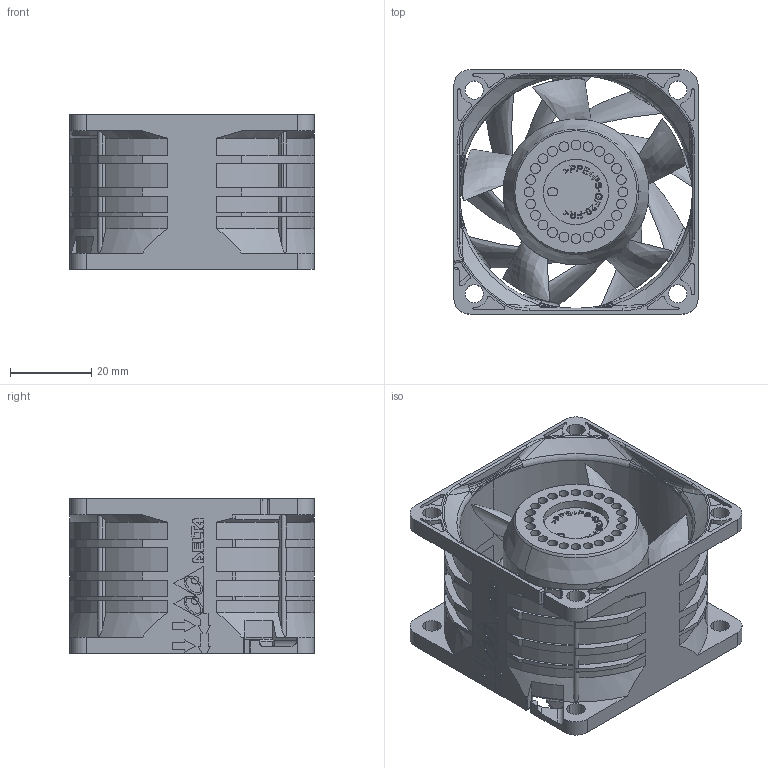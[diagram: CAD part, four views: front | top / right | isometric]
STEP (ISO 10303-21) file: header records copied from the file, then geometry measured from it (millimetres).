
FILE_DESCRIPTION((''),'2;1');
FILE_NAME('F','2013-08-08T',('DINGGUO.XU'),(''),'PRO/ENGINEER BY PARAMETRIC TECHNOLOGY CORPORATION, 2012480','PRO/ENGINEER BY PARAMETRIC TECHNOLOGY CORPORATION, 2012480','');
FILE_SCHEMA(('CONFIG_CONTROL_DESIGN'));
Length unit declared in the file: millimetre
Products named in the file (1): F
Bounding box: 60.2 x 60 x 38 mm (x, y, z)
Volume: 22476.4 mm3; surface area: 31314.4 mm2
Topology: 1 solids, 2 shells, 1558 faces, 4364 edges, 2898 vertices
Faces by surface type: plane 713, cylinder 355, extrusion 225, bspline 217, cone 35, torus 13
Entity records: 73944 total; most frequent: CARTESIAN_POINT 36000, ORIENTED_EDGE 8686, DIRECTION 6461, EDGE_CURVE 4343, VERTEX_POINT 2892, VECTOR 2435, LINE 2210, AXIS2_PLACEMENT_3D 2013
